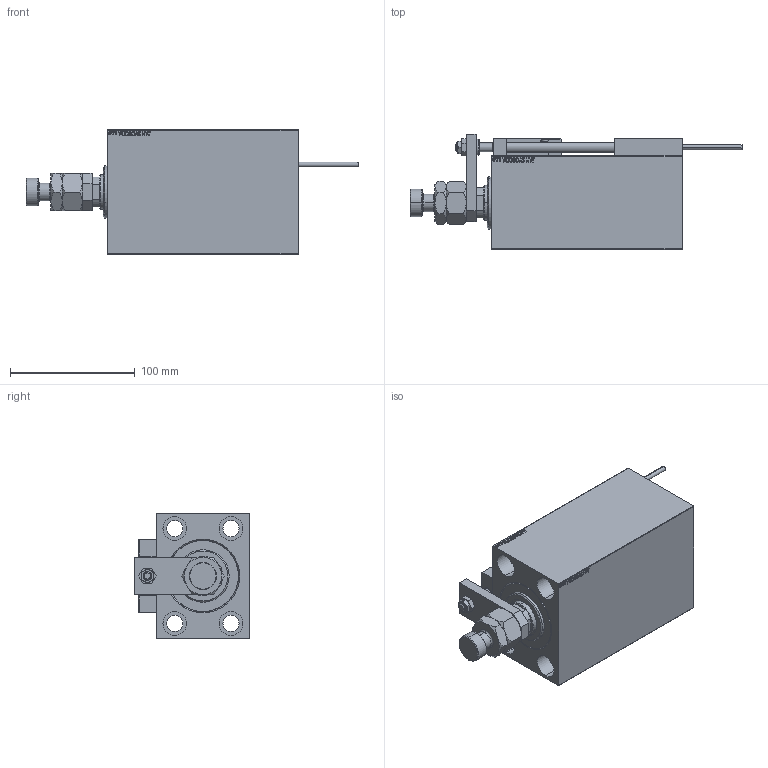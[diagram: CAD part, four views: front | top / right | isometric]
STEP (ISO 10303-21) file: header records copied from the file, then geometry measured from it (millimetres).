
FILE_DESCRIPTION (( 'STEP AP203' ), '1' );
FILE_NAME ('ad8e.STEP', '2021-03-19T06:52:47', ( '' ), ( '' ), 'SwSTEP 2.0', 'SolidWorks 2019', '' );
FILE_SCHEMA (( 'CONFIG_CONTROL_DESIGN' ));
Length unit declared in the file: millimetre
Products named in the file (17): ALLEN BOLT D8 424cab17960e1cc47f0c8317a2fa7b7e; ZARAZKA 424cab17960e1cc47f0c8317a2fa7b7e; X_Y_MFA 424cab17960e1cc47f0c8317a2fa7b7e; SWITCH_X_FRONT_BACK 424cab17960e1cc47f0c8317a2fa7b7e; TYC_L79 424cab17960e1cc47f0c8317a2fa7b7e; SWITCH DIM B,W 424cab17960e1cc47f0c8317a2fa7b7e; MAGNET 424cab17960e1cc47f0c8317a2fa7b7e; NUT_D12 424cab17960e1cc47f0c8317a2fa7b7e; V450CM_VC_B 424cab17960e1cc47f0c8317a2fa7b7e; ad8e; V450CM_C_VCP 424cab17960e1cc47f0c8317a2fa7b7e; SWITCH X 424cab17960e1cc47f0c8317a2fa7b7e; V450CM_C 424cab17960e1cc47f0c8317a2fa7b7e; ALLEN BOLT D5 424cab17960e1cc47f0c8317a2fa7b7e; Block 424cab17960e1cc47f0c8317a2fa7b7e; NUT_D10 424cab17960e1cc47f0c8317a2fa7b7e; KONCOVKA 424cab17960e1cc47f0c8317a2fa7b7e
Assembly tree (26 placements, depth 3):
  ad8e
    V450CM_C 424cab17960e1cc47f0c8317a2fa7b7e
    SWITCH X 424cab17960e1cc47f0c8317a2fa7b7e
      SWITCH_X_FRONT_BACK 424cab17960e1cc47f0c8317a2fa7b7e  x2
      TYC_L79 424cab17960e1cc47f0c8317a2fa7b7e
      Block 424cab17960e1cc47f0c8317a2fa7b7e  x2
      ALLEN BOLT D5 424cab17960e1cc47f0c8317a2fa7b7e  x4
      ALLEN BOLT D8 424cab17960e1cc47f0c8317a2fa7b7e  x4
      MAGNET 424cab17960e1cc47f0c8317a2fa7b7e  x2
      KONCOVKA 424cab17960e1cc47f0c8317a2fa7b7e  x2
    NUT_D12 424cab17960e1cc47f0c8317a2fa7b7e
    SWITCH DIM B,W 424cab17960e1cc47f0c8317a2fa7b7e
    ZARAZKA 424cab17960e1cc47f0c8317a2fa7b7e
    NUT_D10 424cab17960e1cc47f0c8317a2fa7b7e
    V450CM_C_VCP 424cab17960e1cc47f0c8317a2fa7b7e
    V450CM_VC_B 424cab17960e1cc47f0c8317a2fa7b7e
    X_Y_MFA 424cab17960e1cc47f0c8317a2fa7b7e
Bounding box: 266 x 92.5 x 100 mm (x, y, z)
Volume: 1019054 mm3; surface area: 188108.7 mm2
Topology: 25 solids, 25 shells, 1350 faces, 3206 edges, 2040 vertices
Faces by surface type: plane 585, bspline 380, cylinder 192, cone 141, torus 48, sphere 4
Entity records: 52440 total; most frequent: CARTESIAN_POINT 26627, ORIENTED_EDGE 5432, DIRECTION 3729, EDGE_CURVE 2716, VERTEX_POINT 1764, VECTOR 1517, LINE 1517, EDGE_LOOP 1264
